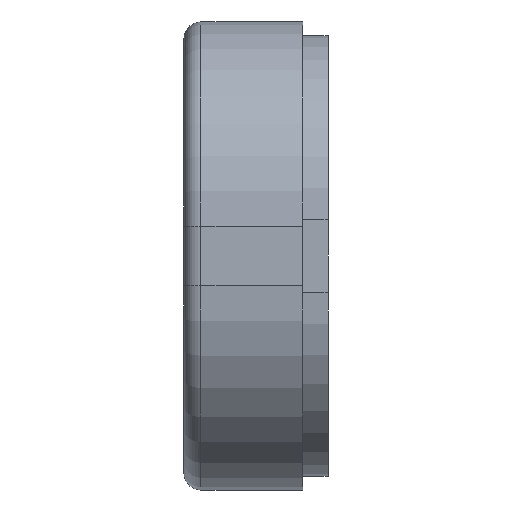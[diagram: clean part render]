
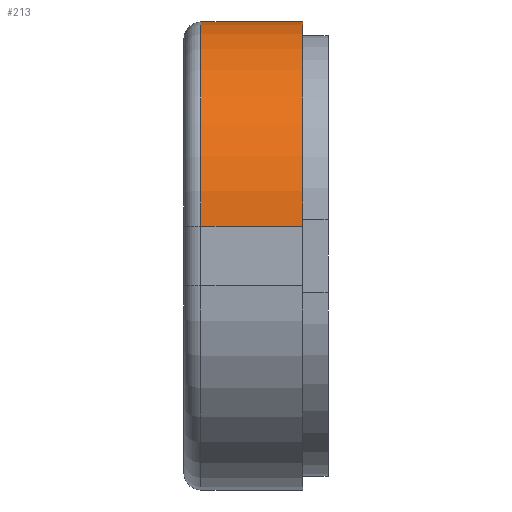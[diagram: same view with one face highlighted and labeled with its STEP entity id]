
A CAD part, left-side view. The second image highlights one B-rep face of the part: STEP entity #213.
In plain terms, the highlighted cylindrical face has radius 3.061 mm (diameter 6.121 mm), a partial arc.
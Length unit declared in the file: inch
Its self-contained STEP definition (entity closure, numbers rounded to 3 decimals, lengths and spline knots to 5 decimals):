
#24 = DIRECTION ( 'NONE',  ( 0., 0., -1. ) ) ;
#43 = AXIS2_PLACEMENT_3D ( 'NONE', #1251, #855, #2180 ) ;
#114 = VERTEX_POINT ( 'NONE', #627 ) ;
#160 = DIRECTION ( 'NONE',  ( 0., 0., 1. ) ) ;
#206 = CARTESIAN_POINT ( 'NONE',  ( -0.3155, 0., 0.0175 ) ) ;
#213 = ADVANCED_FACE ( 'NONE', ( #454 ), #480, .T. ) ;
#307 = LINE ( 'NONE', #2478, #1270 ) ;
#353 = EDGE_CURVE ( 'NONE', #114, #758, #307, .T. ) ;
#443 = DIRECTION ( 'NONE',  ( 0., -1., 0. ) ) ;
#454 = FACE_OUTER_BOUND ( 'NONE', #2479, .T. ) ;
#480 = CYLINDRICAL_SURFACE ( 'NONE', #2241, 0.1205 ) ;
#487 = VERTEX_POINT ( 'NONE', #1707 ) ;
#627 = CARTESIAN_POINT ( 'NONE',  ( -0.195, 0.06, 0.138 ) ) ;
#707 = DIRECTION ( 'NONE',  ( 0., -1., 0. ) ) ;
#758 = VERTEX_POINT ( 'NONE', #2037 ) ;
#842 = ORIENTED_EDGE ( 'NONE', *, *, #1679, .F. ) ;
#855 = DIRECTION ( 'NONE',  ( 0., -1., 0. ) ) ;
#1002 = AXIS2_PLACEMENT_3D ( 'NONE', #1948, #2126, #160 ) ;
#1042 = ORIENTED_EDGE ( 'NONE', *, *, #353, .F. ) ;
#1049 = LINE ( 'NONE', #2136, #1832 ) ;
#1251 = CARTESIAN_POINT ( 'NONE',  ( -0.195, 0.06, 0.0175 ) ) ;
#1270 = VECTOR ( 'NONE', #707, 39.37008 ) ;
#1306 = CARTESIAN_POINT ( 'NONE',  ( -0.195, 0.07, 0.0175 ) ) ;
#1542 = CIRCLE ( 'NONE', #43, 0.1205 ) ;
#1679 = EDGE_CURVE ( 'NONE', #2287, #487, #1049, .T. ) ;
#1707 = CARTESIAN_POINT ( 'NONE',  ( -0.3155, 0.06, 0.0175 ) ) ;
#1771 = ORIENTED_EDGE ( 'NONE', *, *, #1867, .T. ) ;
#1832 = VECTOR ( 'NONE', #1904, 39.37008 ) ;
#1867 = EDGE_CURVE ( 'NONE', #114, #487, #1542, .T. ) ;
#1889 = ORIENTED_EDGE ( 'NONE', *, *, #1923, .F. ) ;
#1904 = DIRECTION ( 'NONE',  ( 0., 1., 0. ) ) ;
#1923 = EDGE_CURVE ( 'NONE', #758, #2287, #2236, .T. ) ;
#1948 = CARTESIAN_POINT ( 'NONE',  ( -0.195, 0., 0.0175 ) ) ;
#2037 = CARTESIAN_POINT ( 'NONE',  ( -0.195, 0., 0.138 ) ) ;
#2126 = DIRECTION ( 'NONE',  ( 0., -1., 0. ) ) ;
#2136 = CARTESIAN_POINT ( 'NONE',  ( -0.3155, 0.07, 0.0175 ) ) ;
#2180 = DIRECTION ( 'NONE',  ( 0., 0., 1. ) ) ;
#2236 = CIRCLE ( 'NONE', #1002, 0.1205 ) ;
#2241 = AXIS2_PLACEMENT_3D ( 'NONE', #1306, #443, #24 ) ;
#2287 = VERTEX_POINT ( 'NONE', #206 ) ;
#2478 = CARTESIAN_POINT ( 'NONE',  ( -0.195, 0.07, 0.138 ) ) ;
#2479 = EDGE_LOOP ( 'NONE', ( #1042, #1771, #842, #1889 ) ) ;
